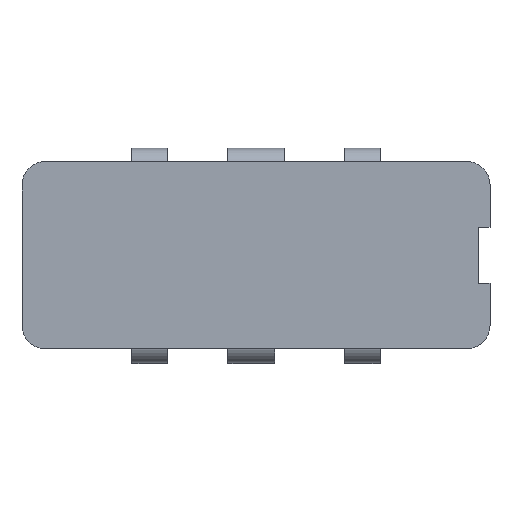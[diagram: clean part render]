
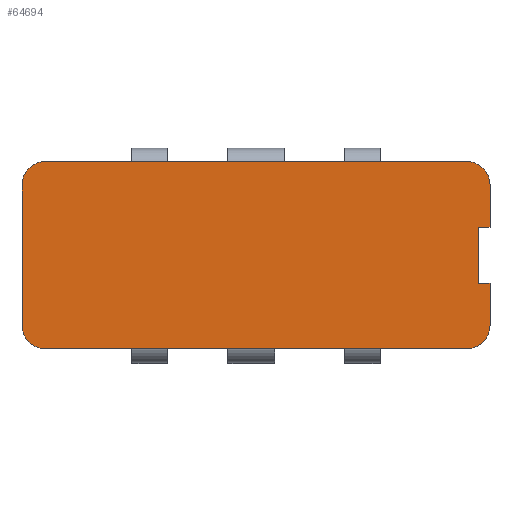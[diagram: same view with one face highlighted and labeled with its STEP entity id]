
A CAD part, top view. The second image highlights one B-rep face of the part: STEP entity #64694.
In plain terms, the highlighted planar face has unit normal (0, 0, 1).
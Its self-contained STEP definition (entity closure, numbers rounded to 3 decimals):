
#63478=DIRECTION('',(0.,-1.,0.));
#63479=VECTOR('',#63478,3.);
#63480=CARTESIAN_POINT('',(-5.,1.5,6.1));
#63481=LINE('',#63480,#63479);
#63494=DIRECTION('',(-1.,0.,0.));
#63495=VECTOR('',#63494,9.);
#63496=CARTESIAN_POINT('',(4.5,2.,6.1));
#63497=LINE('',#63496,#63495);
#63506=DIRECTION('',(0.,1.,0.));
#63507=VECTOR('',#63506,0.9);
#63508=CARTESIAN_POINT('',(5.,0.6,6.1));
#63509=LINE('',#63508,#63507);
#63510=CARTESIAN_POINT('',(-4.5,1.5,6.1));
#63511=DIRECTION('',(0.,0.,-1.));
#63512=DIRECTION('',(-1.,0.,0.));
#63513=AXIS2_PLACEMENT_3D('',#63510,#63511,#63512);
#63515=CARTESIAN_POINT('',(4.5,1.5,6.1));
#63516=DIRECTION('',(0.,0.,-1.));
#63517=DIRECTION('',(0.,1.,0.));
#63518=AXIS2_PLACEMENT_3D('',#63515,#63516,#63517);
#63520=CARTESIAN_POINT('',(4.5,-1.5,6.1));
#63521=DIRECTION('',(0.,0.,-1.));
#63522=DIRECTION('',(1.,0.,0.));
#63523=AXIS2_PLACEMENT_3D('',#63520,#63521,#63522);
#63525=CARTESIAN_POINT('',(-4.5,-1.5,6.1));
#63526=DIRECTION('',(0.,0.,-1.));
#63527=DIRECTION('',(0.,-1.,0.));
#63528=AXIS2_PLACEMENT_3D('',#63525,#63526,#63527);
#63538=DIRECTION('',(1.,0.,0.));
#63539=VECTOR('',#63538,0.25);
#63540=CARTESIAN_POINT('',(4.75,0.6,6.1));
#63541=LINE('',#63540,#63539);
#63546=DIRECTION('',(0.,1.,0.));
#63547=VECTOR('',#63546,1.2);
#63548=CARTESIAN_POINT('',(4.75,-0.6,6.1));
#63549=LINE('',#63548,#63547);
#63550=DIRECTION('',(-1.,0.,0.));
#63551=VECTOR('',#63550,0.25);
#63552=CARTESIAN_POINT('',(5.,-0.6,6.1));
#63553=LINE('',#63552,#63551);
#63558=DIRECTION('',(0.,1.,0.));
#63559=VECTOR('',#63558,0.9);
#63560=CARTESIAN_POINT('',(5.,-1.5,6.1));
#63561=LINE('',#63560,#63559);
#63574=DIRECTION('',(1.,0.,0.));
#63575=VECTOR('',#63574,9.);
#63576=CARTESIAN_POINT('',(-4.5,-2.,6.1));
#63577=LINE('',#63576,#63575);
#64164=CARTESIAN_POINT('',(-5.,-1.5,6.1));
#64165=VERTEX_POINT('',#64164);
#64166=CARTESIAN_POINT('',(-4.5,-2.,6.1));
#64167=VERTEX_POINT('',#64166);
#64168=CARTESIAN_POINT('',(-5.,1.5,6.1));
#64169=VERTEX_POINT('',#64168);
#64170=CARTESIAN_POINT('',(-4.5,2.,6.1));
#64171=VERTEX_POINT('',#64170);
#64172=CARTESIAN_POINT('',(4.5,2.,6.1));
#64173=VERTEX_POINT('',#64172);
#64174=CARTESIAN_POINT('',(5.,1.5,6.1));
#64175=VERTEX_POINT('',#64174);
#64176=CARTESIAN_POINT('',(5.,0.6,6.1));
#64177=VERTEX_POINT('',#64176);
#64178=CARTESIAN_POINT('',(4.75,0.6,6.1));
#64179=VERTEX_POINT('',#64178);
#64180=CARTESIAN_POINT('',(4.75,-0.6,6.1));
#64181=VERTEX_POINT('',#64180);
#64182=CARTESIAN_POINT('',(5.,-0.6,6.1));
#64183=VERTEX_POINT('',#64182);
#64184=CARTESIAN_POINT('',(5.,-1.5,6.1));
#64185=VERTEX_POINT('',#64184);
#64186=CARTESIAN_POINT('',(4.5,-2.,6.1));
#64187=VERTEX_POINT('',#64186);
#64669=CARTESIAN_POINT('',(0.,0.,6.1));
#64670=DIRECTION('',(0.,0.,1.));
#64671=DIRECTION('',(1.,0.,0.));
#64672=AXIS2_PLACEMENT_3D('',#64669,#64670,#64671);
#64673=PLANE('',#64672);
#64674=ORIENTED_EDGE('',*,*,#64606,.F.);
#64675=ORIENTED_EDGE('',*,*,#64620,.T.);
#64676=ORIENTED_EDGE('',*,*,#64635,.F.);
#64677=ORIENTED_EDGE('',*,*,#64648,.T.);
#64678=ORIENTED_EDGE('',*,*,#64660,.F.);
#64680=ORIENTED_EDGE('',*,*,#64679,.F.);
#64682=ORIENTED_EDGE('',*,*,#64681,.F.);
#64684=ORIENTED_EDGE('',*,*,#64683,.F.);
#64686=ORIENTED_EDGE('',*,*,#64685,.F.);
#64688=ORIENTED_EDGE('',*,*,#64687,.T.);
#64690=ORIENTED_EDGE('',*,*,#64689,.F.);
#64691=ORIENTED_EDGE('',*,*,#64591,.T.);
#64692=EDGE_LOOP('',(#64674,#64675,#64676,#64677,#64678,#64680,#64682,#64684,
#64686,#64688,#64690,#64691));
#64693=FACE_OUTER_BOUND('',#64692,.F.);
#63514=CIRCLE('',#63513,0.5);
#63519=CIRCLE('',#63518,0.5);
#63524=CIRCLE('',#63523,0.5);
#63529=CIRCLE('',#63528,0.5);
#64591=EDGE_CURVE('',#64167,#64165,#63529,.T.);
#64606=EDGE_CURVE('',#64169,#64165,#63481,.T.);
#64620=EDGE_CURVE('',#64169,#64171,#63514,.T.);
#64635=EDGE_CURVE('',#64173,#64171,#63497,.T.);
#64648=EDGE_CURVE('',#64173,#64175,#63519,.T.);
#64660=EDGE_CURVE('',#64177,#64175,#63509,.T.);
#64679=EDGE_CURVE('',#64179,#64177,#63541,.T.);
#64681=EDGE_CURVE('',#64181,#64179,#63549,.T.);
#64683=EDGE_CURVE('',#64183,#64181,#63553,.T.);
#64685=EDGE_CURVE('',#64185,#64183,#63561,.T.);
#64687=EDGE_CURVE('',#64185,#64187,#63524,.T.);
#64689=EDGE_CURVE('',#64167,#64187,#63577,.T.);
#64694=ADVANCED_FACE('',(#64693),#64673,.T.);
